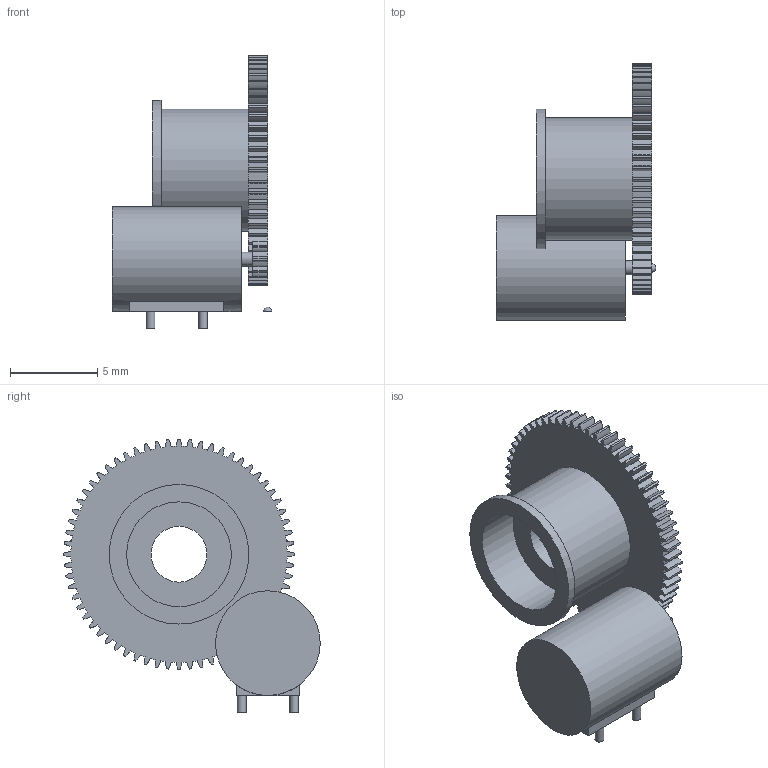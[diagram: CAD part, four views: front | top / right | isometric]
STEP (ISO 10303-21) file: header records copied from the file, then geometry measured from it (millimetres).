
FILE_DESCRIPTION(('Open CASCADE Model'),'2;1');
FILE_NAME('Open CASCADE Shape Model','2024-10-24T03:11:46',('Author'),( 'Open CASCADE'),'Open CASCADE STEP processor 7.7','Open CASCADE 7.7' ,'Unknown');
FILE_SCHEMA(('AUTOMOTIVE_DESIGN { 1 0 10303 214 1 1 1 1 }'));
Length unit declared in the file: millimetre
Products named in the file (1): COMPOUND
Bounding box: 9.15 x 14.69 x 15.69 mm (x, y, z)
Volume: 418.6 mm3; surface area: 801.7 mm2
Topology: 2 solids, 2 shells, 608 faces, 1786 edges, 1190 vertices
Faces by surface type: cylinder 298, plane 165, extrusion 144, sphere 1
Full cylindrical faces by diameter (mm): 0.5 x4, 0.8 x1, 3.2 x1, 6 x3, 7 x1, 8 x1
Entity records: 51989 total; most frequent: CARTESIAN_POINT 17292, DIRECTION 6244, VECTOR 3680, ORIENTED_EDGE 3570, PCURVE 3570, DEFINITIONAL_REPRESENTATION 3570, LINE 3536, EDGE_CURVE 1785
